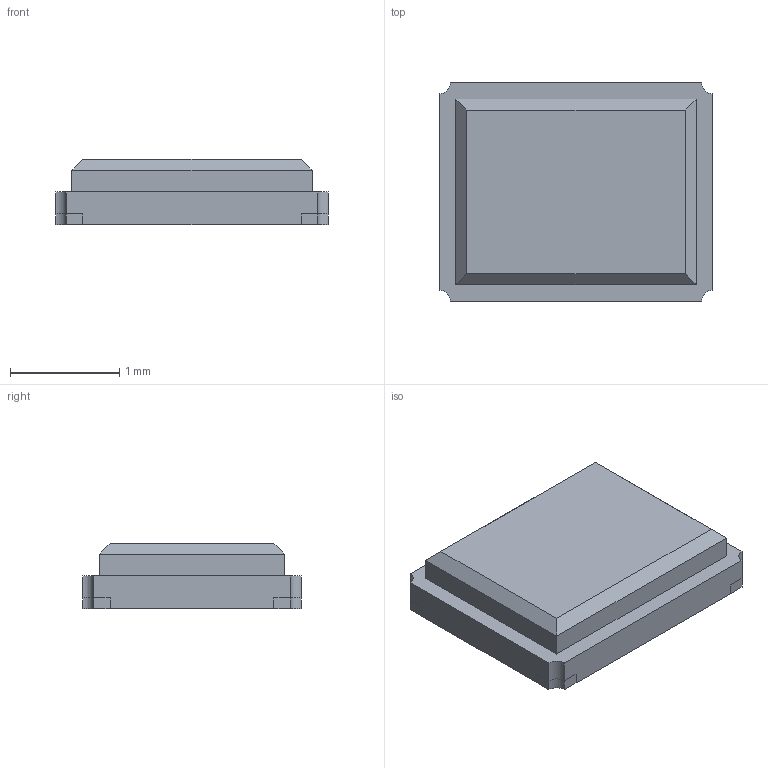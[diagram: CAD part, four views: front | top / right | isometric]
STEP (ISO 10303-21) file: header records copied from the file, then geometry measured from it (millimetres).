
FILE_DESCRIPTION( ( '' ), ' ' );
FILE_NAME( '5a12ec2acbe3330ee308b9cc.step', '2017-11-20T14:52:26', ( '' ), ( '' ), ' ', ' ', ' ' );
FILE_SCHEMA( ( 'AUTOMOTIVE_DESIGN { 1 0 10303 214 1 1 1 1 }' ) );
Length unit declared in the file: metre
Products named in the file (6): Open CASCADE STEP translator 6.8 1
Bounding box: 2.5 x 2 x 0.6 mm (x, y, z)
Volume: 2.6 mm3; surface area: 28.1 mm2
Topology: 6 solids, 6 shells, 94 faces, 242 edges, 160 vertices
Faces by surface type: plane 86, cylinder 8
Entity records: 4838 total; most frequent: CARTESIAN_POINT 502, ORIENTED_EDGE 484, DIRECTION 458, STYLED_ITEM 336, PRESENTATION_STYLE_ASSIGNMENT 336, COLOUR_RGB 336, EDGE_CURVE 242, CURVE_STYLE 242
